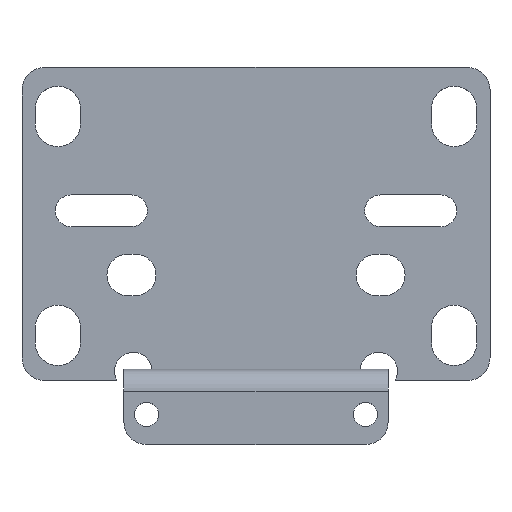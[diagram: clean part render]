
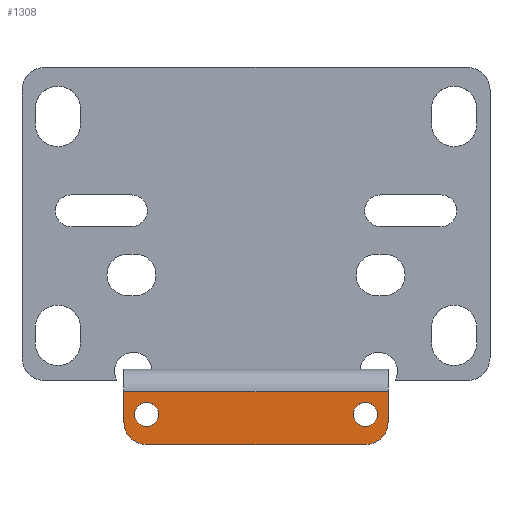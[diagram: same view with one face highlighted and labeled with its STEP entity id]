
A CAD part, top view. The second image highlights one B-rep face of the part: STEP entity #1308.
In plain terms, the highlighted planar face has unit normal (0, 0, 1).
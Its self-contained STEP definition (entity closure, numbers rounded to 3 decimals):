
#113=CIRCLE('',#1441,3.2);
#114=CIRCLE('',#1442,3.2);
#115=CIRCLE('',#1443,6.);
#116=CIRCLE('',#1444,6.);
#411=ORIENTED_EDGE('',*,*,#661,.F.);
#412=ORIENTED_EDGE('',*,*,#662,.F.);
#413=ORIENTED_EDGE('',*,*,#663,.T.);
#414=ORIENTED_EDGE('',*,*,#664,.T.);
#415=ORIENTED_EDGE('',*,*,#510,.F.);
#416=ORIENTED_EDGE('',*,*,#665,.T.);
#417=ORIENTED_EDGE('',*,*,#666,.F.);
#418=ORIENTED_EDGE('',*,*,#658,.T.);
#510=EDGE_CURVE('',#699,#696,#825,.T.);
#658=EDGE_CURVE('',#804,#803,#920,.T.);
#661=EDGE_CURVE('',#806,#806,#113,.T.);
#662=EDGE_CURVE('',#807,#807,#114,.T.);
#663=EDGE_CURVE('',#803,#808,#922,.T.);
#664=EDGE_CURVE('',#808,#696,#115,.F.);
#665=EDGE_CURVE('',#699,#809,#116,.F.);
#666=EDGE_CURVE('',#804,#809,#923,.T.);
#696=VERTEX_POINT('',#1875);
#699=VERTEX_POINT('',#1880);
#803=VERTEX_POINT('',#2187);
#804=VERTEX_POINT('',#2189);
#806=VERTEX_POINT('',#2195);
#807=VERTEX_POINT('',#2197);
#808=VERTEX_POINT('',#2199);
#809=VERTEX_POINT('',#2202);
#825=LINE('',#1881,#938);
#920=LINE('',#2188,#1033);
#922=LINE('',#2198,#1035);
#923=LINE('',#2203,#1036);
#938=VECTOR('',#1486,1000.);
#1033=VECTOR('',#1777,1000.);
#1035=VECTOR('',#1787,1000.);
#1036=VECTOR('',#1792,1000.);
#1112=EDGE_LOOP('',(#411));
#1113=EDGE_LOOP('',(#412));
#1114=EDGE_LOOP('',(#413,#414,#415,#416,#417,#418));
#1201=FACE_BOUND('',#1112,.T.);
#1202=FACE_BOUND('',#1113,.T.);
#1203=FACE_BOUND('',#1114,.T.);
#1251=PLANE('',#1440);
#1308=ADVANCED_FACE('',(#1201,#1202,#1203),#1251,.F.);
#1440=AXIS2_PLACEMENT_3D('',#2193,#1781,#1782);
#1441=AXIS2_PLACEMENT_3D('',#2194,#1783,#1784);
#1442=AXIS2_PLACEMENT_3D('',#2196,#1785,#1786);
#1443=AXIS2_PLACEMENT_3D('',#2200,#1788,#1789);
#1444=AXIS2_PLACEMENT_3D('',#2201,#1790,#1791);
#1486=DIRECTION('',(-1.,0.,0.));
#1777=DIRECTION('',(-1.,0.,0.));
#1781=DIRECTION('',(0.,0.,-1.));
#1782=DIRECTION('',(-1.,0.,0.));
#1783=DIRECTION('',(0.,0.,1.));
#1784=DIRECTION('',(1.,0.,0.));
#1785=DIRECTION('',(0.,0.,1.));
#1786=DIRECTION('',(1.,0.,0.));
#1787=DIRECTION('',(0.,-1.,0.));
#1788=DIRECTION('',(0.,0.,-1.));
#1789=DIRECTION('',(-1.,0.,0.));
#1790=DIRECTION('',(0.,0.,-1.));
#1791=DIRECTION('',(-1.,0.,0.));
#1792=DIRECTION('',(0.,-1.,0.));
#1875=CARTESIAN_POINT('',(-29.,-8.,0.));
#1880=CARTESIAN_POINT('',(29.,-8.,0.));
#1881=CARTESIAN_POINT('',(35.,-8.,0.));
#2187=CARTESIAN_POINT('',(-35.,6.,0.));
#2188=CARTESIAN_POINT('',(35.,6.,0.));
#2189=CARTESIAN_POINT('',(35.,6.,0.));
#2193=CARTESIAN_POINT('',(35.,6.,0.));
#2194=CARTESIAN_POINT('',(-29.,0.,0.));
#2195=CARTESIAN_POINT('',(-25.8,0.,0.));
#2196=CARTESIAN_POINT('',(29.,0.,0.));
#2197=CARTESIAN_POINT('',(32.2,0.,0.));
#2198=CARTESIAN_POINT('',(-35.,6.,0.));
#2199=CARTESIAN_POINT('',(-35.,-2.,0.));
#2200=CARTESIAN_POINT('',(-29.,-2.,0.));
#2201=CARTESIAN_POINT('',(29.,-2.,0.));
#2202=CARTESIAN_POINT('',(35.,-2.,0.));
#2203=CARTESIAN_POINT('',(35.,6.,0.));
